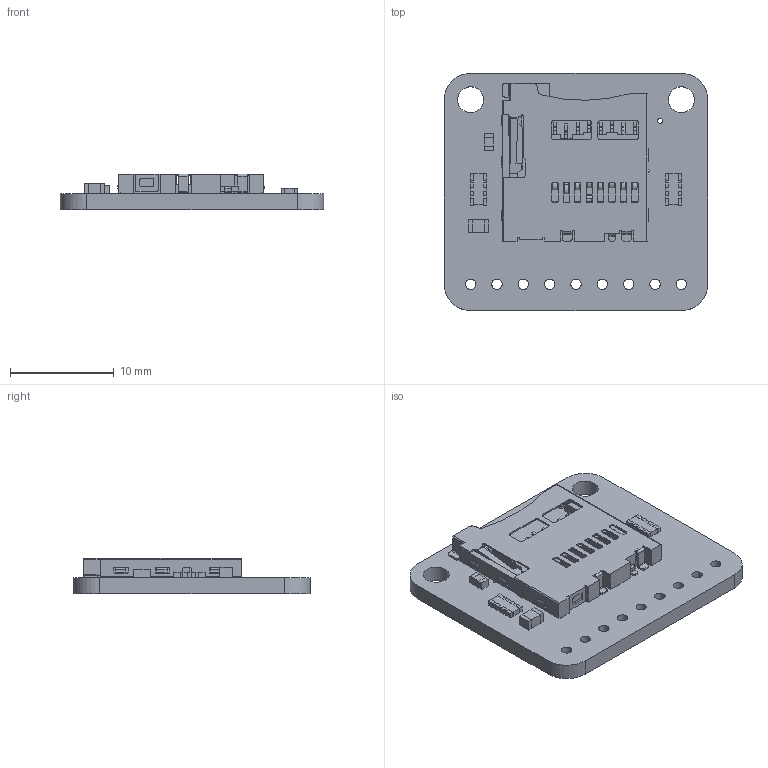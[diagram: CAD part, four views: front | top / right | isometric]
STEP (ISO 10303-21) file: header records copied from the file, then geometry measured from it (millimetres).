
FILE_DESCRIPTION(/* description */ (''),/* implementation_level */ '2;1');
FILE_NAME(/* name */ 'PCB Component.step',/* time_stamp */ '2023-12-04T13:34:00-05:00',/* author */ (''),/* organization */ (''),/* preprocessor_version */ 'ST-DEVELOPER v20',/* originating_system */ 'Autodesk Translation Framework v12.14.0.127',/* authorisation */ '');
FILE_SCHEMA (('AUTOMOTIVE_DESIGN { 1 0 10303 214 3 1 1 }'));
Length unit declared in the file: millimetre
Products named in the file (6): PCB Component; Board; microSD; 10uF; 0.1uF; 47K
Assembly tree (6 placements, depth 2):
  PCB Component
    Board
    microSD
    10uF
    0.1uF
    47K  x2
Bounding box: 25.4 x 22.86 x 3.45 mm (x, y, z)
Volume: 1064.3 mm3; surface area: 2188.5 mm2
Topology: 6 solids, 6 shells, 810 faces, 2330 edges, 1545 vertices
Faces by surface type: plane 610, cylinder 200
Full cylindrical faces by diameter (mm): 0.406 x2, 0.5 x7, 1 x9, 2.5 x2
Entity records: 25518 total; most frequent: CARTESIAN_POINT 4335, ORIENTED_EDGE 4300, DIRECTION 4073, EDGE_CURVE 2150, LINE 1747, VECTOR 1747, VERTEX_POINT 1425, AXIS2_PLACEMENT_3D 1163
